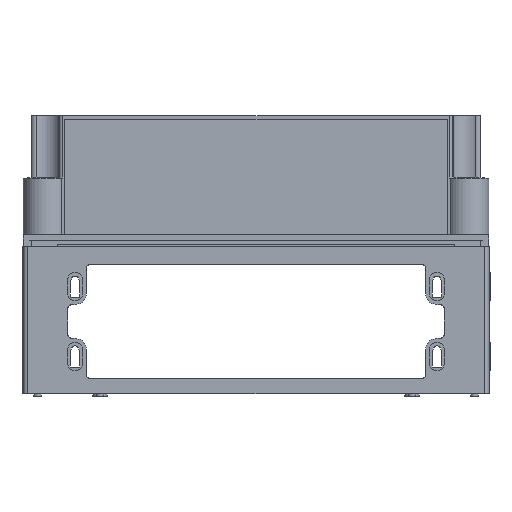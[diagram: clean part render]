
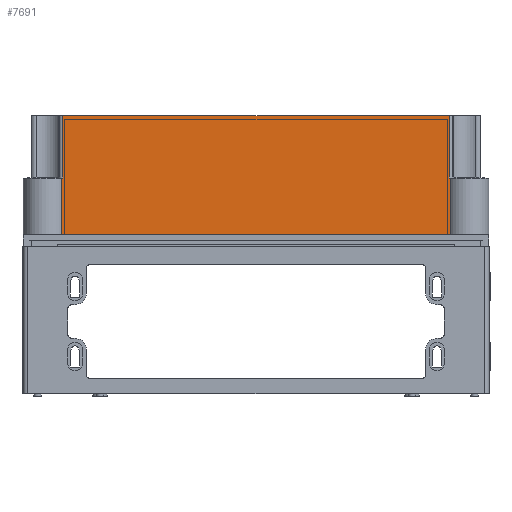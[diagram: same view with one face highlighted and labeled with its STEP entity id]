
A CAD part, front view. The second image highlights one B-rep face of the part: STEP entity #7691.
In plain terms, the highlighted face is planar.
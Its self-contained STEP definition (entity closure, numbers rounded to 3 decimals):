
#7691 = ADVANCED_FACE( '', ( #16537 ), #16538, .F. );
#16537 = FACE_OUTER_BOUND( '', #26296, .T. );
#16538 = PLANE( '', #26297 );
#26296 = EDGE_LOOP( '', ( #50108, #50109, #50110, #50111, #50112, #50113, #50114, #50115 ) );
#26297 = AXIS2_PLACEMENT_3D( '', #50116, #50117, #50118 );
#50108 = ORIENTED_EDGE( '', *, *, #64425, .F. );
#50109 = ORIENTED_EDGE( '', *, *, #66666, .T. );
#50110 = ORIENTED_EDGE( '', *, *, #60092, .T. );
#50111 = ORIENTED_EDGE( '', *, *, #62048, .T. );
#50112 = ORIENTED_EDGE( '', *, *, #67026, .F. );
#50113 = ORIENTED_EDGE( '', *, *, #66244, .F. );
#50114 = ORIENTED_EDGE( '', *, *, #67027, .F. );
#50115 = ORIENTED_EDGE( '', *, *, #67028, .T. );
#50116 = CARTESIAN_POINT( '', ( 6.4, 373., 9.6 ) );
#50117 = DIRECTION( '', ( 1., 0., 0. ) );
#50118 = DIRECTION( '', ( 0., 0., -1. ) );
#60092 = EDGE_CURVE( '', #73663, #73661, #73664, .T. );
#62048 = EDGE_CURVE( '', #73661, #76751, #76752, .T. );
#64425 = EDGE_CURVE( '', #80227, #80229, #80230, .T. );
#66244 = EDGE_CURVE( '', #82564, #82566, #82567, .T. );
#66666 = EDGE_CURVE( '', #80227, #73663, #83074, .F. );
#67026 = EDGE_CURVE( '', #82566, #76751, #83480, .T. );
#67027 = EDGE_CURVE( '', #83481, #82564, #83482, .T. );
#67028 = EDGE_CURVE( '', #83481, #80229, #83483, .T. );
#73661 = VERTEX_POINT( '', #91854 );
#73663 = VERTEX_POINT( '', #91856 );
#73664 = LINE( '', #91857, #91858 );
#76751 = VERTEX_POINT( '', #96004 );
#76752 = LINE( '', #96005, #96006 );
#80227 = VERTEX_POINT( '', #100755 );
#80229 = VERTEX_POINT( '', #100757 );
#80230 = LINE( '', #100758, #100759 );
#82564 = VERTEX_POINT( '', #104007 );
#82566 = VERTEX_POINT( '', #104009 );
#82567 = LINE( '', #104010, #104011 );
#83074 = LINE( '', #104717, #104718 );
#83480 = LINE( '', #105266, #105267 );
#83481 = VERTEX_POINT( '', #105268 );
#83482 = LINE( '', #105269, #105270 );
#83483 = LINE( '', #105271, #105272 );
#91854 = CARTESIAN_POINT( '', ( 6.4, 30.561, 9.6 ) );
#91856 = CARTESIAN_POINT( '', ( 6.4, 342.439, 9.6 ) );
#91857 = CARTESIAN_POINT( '', ( 6.4, 373., 9.6 ) );
#91858 = VECTOR( '', #111535, 1000. );
#96004 = CARTESIAN_POINT( '', ( 6.4, 30.561, 55. ) );
#96005 = CARTESIAN_POINT( '', ( 6.4, 30.561, 9.6 ) );
#96006 = VECTOR( '', #113981, 1000. );
#100755 = CARTESIAN_POINT( '', ( 6.4, 342.439, 55. ) );
#100757 = CARTESIAN_POINT( '', ( 6.4, 341.451, 55. ) );
#100758 = CARTESIAN_POINT( '', ( 6.4, 373., 55. ) );
#100759 = VECTOR( '', #116741, 1000. );
#104007 = CARTESIAN_POINT( '', ( 6.4, 31.549, 105. ) );
#104009 = CARTESIAN_POINT( '', ( 6.4, 31.549, 55. ) );
#104010 = CARTESIAN_POINT( '', ( 6.4, 31.549, 110. ) );
#104011 = VECTOR( '', #118555, 1000. );
#104717 = CARTESIAN_POINT( '', ( 6.4, 342.439, 9.6 ) );
#104718 = VECTOR( '', #118893, 1000. );
#105266 = CARTESIAN_POINT( '', ( 6.4, 373., 55. ) );
#105267 = VECTOR( '', #119189, 1000. );
#105268 = CARTESIAN_POINT( '', ( 6.4, 341.451, 105. ) );
#105269 = CARTESIAN_POINT( '', ( 6.4, 373., 105. ) );
#105270 = VECTOR( '', #119190, 1000. );
#105271 = CARTESIAN_POINT( '', ( 6.4, 341.451, 110. ) );
#105272 = VECTOR( '', #119191, 1000. );
#111535 = DIRECTION( '', ( 0., -1., 0. ) );
#113981 = DIRECTION( '', ( 0., 0., 1. ) );
#116741 = DIRECTION( '', ( 0., -1., 0. ) );
#118555 = DIRECTION( '', ( 0., 0., -1. ) );
#118893 = DIRECTION( '', ( 0., 0., 1. ) );
#119189 = DIRECTION( '', ( 0., -1., 0. ) );
#119190 = DIRECTION( '', ( 0., -1., 0. ) );
#119191 = DIRECTION( '', ( 0., 0., -1. ) );
